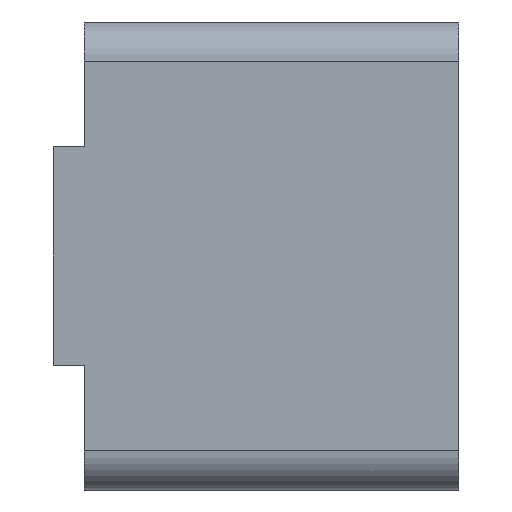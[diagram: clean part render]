
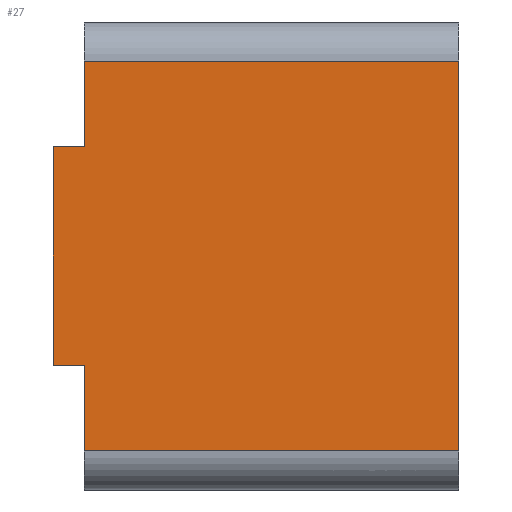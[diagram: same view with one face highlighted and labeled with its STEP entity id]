
A CAD part, left-side view. The second image highlights one B-rep face of the part: STEP entity #27.
In plain terms, the highlighted planar face has unit normal (-1, 0, 0).
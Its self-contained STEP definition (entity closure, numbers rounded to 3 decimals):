
#18 = LINE ( 'NONE', #965, #1168 ) ;
#19 = VECTOR ( 'NONE', #972, 1000. ) ;
#27 = ADVANCED_FACE ( 'NONE', ( #1115 ), #589, .T. ) ;
#34 = VERTEX_POINT ( 'NONE', #280 ) ;
#50 = CARTESIAN_POINT ( 'NONE',  ( -39.402, 6., -3.5 ) ) ;
#53 = VERTEX_POINT ( 'NONE', #1128 ) ;
#81 = AXIS2_PLACEMENT_3D ( 'NONE', #905, #455, #874 ) ;
#135 = LINE ( 'NONE', #549, #19 ) ;
#151 = VERTEX_POINT ( 'NONE', #287 ) ;
#170 = CARTESIAN_POINT ( 'NONE',  ( -39.402, 6., 3.5 ) ) ;
#172 = VERTEX_POINT ( 'NONE', #170 ) ;
#175 = EDGE_LOOP ( 'NONE', ( #357, #290, #1293, #886, #1088, #260, #624, #560 ) ) ;
#260 = ORIENTED_EDGE ( 'NONE', *, *, #746, .T. ) ;
#280 = CARTESIAN_POINT ( 'NONE',  ( -39.402, 5., -6.25 ) ) ;
#287 = CARTESIAN_POINT ( 'NONE',  ( -39.402, 5., -3.5 ) ) ;
#290 = ORIENTED_EDGE ( 'NONE', *, *, #1226, .T. ) ;
#357 = ORIENTED_EDGE ( 'NONE', *, *, #409, .F. ) ;
#392 = EDGE_CURVE ( 'NONE', #151, #34, #18, .T. ) ;
#398 = VERTEX_POINT ( 'NONE', #544 ) ;
#409 = EDGE_CURVE ( 'NONE', #398, #34, #953, .T. ) ;
#455 = DIRECTION ( 'NONE',  ( -1., 0., 0. ) ) ;
#463 = DIRECTION ( 'NONE',  ( 0., 0., -1. ) ) ;
#508 = LINE ( 'NONE', #958, #917 ) ;
#536 = CARTESIAN_POINT ( 'NONE',  ( -39.402, -9.574, -6.25 ) ) ;
#544 = CARTESIAN_POINT ( 'NONE',  ( -39.402, -7., -6.25 ) ) ;
#549 = CARTESIAN_POINT ( 'NONE',  ( -39.402, 6., 3.5 ) ) ;
#552 = LINE ( 'NONE', #753, #1140 ) ;
#560 = ORIENTED_EDGE ( 'NONE', *, *, #392, .T. ) ;
#589 = PLANE ( 'NONE',  #81 ) ;
#592 = VECTOR ( 'NONE', #776, 1000. ) ;
#624 = ORIENTED_EDGE ( 'NONE', *, *, #784, .T. ) ;
#631 = VERTEX_POINT ( 'NONE', #719 ) ;
#661 = DIRECTION ( 'NONE',  ( 0., 0., 1. ) ) ;
#719 = CARTESIAN_POINT ( 'NONE',  ( -39.402, -7., 6.25 ) ) ;
#728 = VERTEX_POINT ( 'NONE', #829 ) ;
#729 = LINE ( 'NONE', #835, #808 ) ;
#746 = EDGE_CURVE ( 'NONE', #172, #957, #729, .T. ) ;
#749 = VECTOR ( 'NONE', #959, 1000. ) ;
#753 = CARTESIAN_POINT ( 'NONE',  ( -39.402, -9.574, 6.25 ) ) ;
#776 = DIRECTION ( 'NONE',  ( 0., 0., -1. ) ) ;
#784 = EDGE_CURVE ( 'NONE', #957, #151, #508, .T. ) ;
#808 = VECTOR ( 'NONE', #1259, 1000. ) ;
#829 = CARTESIAN_POINT ( 'NONE',  ( -39.402, 5., 3.5 ) ) ;
#835 = CARTESIAN_POINT ( 'NONE',  ( -39.402, 6., -3.5 ) ) ;
#874 = DIRECTION ( 'NONE',  ( 0., 0., 1. ) ) ;
#886 = ORIENTED_EDGE ( 'NONE', *, *, #1031, .T. ) ;
#900 = EDGE_CURVE ( 'NONE', #728, #172, #135, .T. ) ;
#905 = CARTESIAN_POINT ( 'NONE',  ( -39.402, 0., -5. ) ) ;
#917 = VECTOR ( 'NONE', #1272, 1000. ) ;
#953 = LINE ( 'NONE', #536, #749 ) ;
#957 = VERTEX_POINT ( 'NONE', #50 ) ;
#958 = CARTESIAN_POINT ( 'NONE',  ( -39.402, 6., -3.5 ) ) ;
#959 = DIRECTION ( 'NONE',  ( 0., 1., 0. ) ) ;
#965 = CARTESIAN_POINT ( 'NONE',  ( -39.402, 5., -3.5 ) ) ;
#972 = DIRECTION ( 'NONE',  ( 0., 1., 0. ) ) ;
#975 = EDGE_CURVE ( 'NONE', #631, #53, #552, .T. ) ;
#985 = DIRECTION ( 'NONE',  ( 0., 1., 0. ) ) ;
#1009 = CARTESIAN_POINT ( 'NONE',  ( -39.402, -7., -7.5 ) ) ;
#1031 = EDGE_CURVE ( 'NONE', #53, #728, #1101, .T. ) ;
#1088 = ORIENTED_EDGE ( 'NONE', *, *, #900, .T. ) ;
#1101 = LINE ( 'NONE', #1306, #592 ) ;
#1105 = LINE ( 'NONE', #1009, #1355 ) ;
#1115 = FACE_OUTER_BOUND ( 'NONE', #175, .T. ) ;
#1128 = CARTESIAN_POINT ( 'NONE',  ( -39.402, 5., 6.25 ) ) ;
#1140 = VECTOR ( 'NONE', #985, 1000. ) ;
#1168 = VECTOR ( 'NONE', #463, 1000. ) ;
#1226 = EDGE_CURVE ( 'NONE', #398, #631, #1105, .T. ) ;
#1259 = DIRECTION ( 'NONE',  ( 0., 0., -1. ) ) ;
#1272 = DIRECTION ( 'NONE',  ( 0., -1., 0. ) ) ;
#1293 = ORIENTED_EDGE ( 'NONE', *, *, #975, .T. ) ;
#1306 = CARTESIAN_POINT ( 'NONE',  ( -39.402, 5., 3.5 ) ) ;
#1355 = VECTOR ( 'NONE', #661, 1000. ) ;
